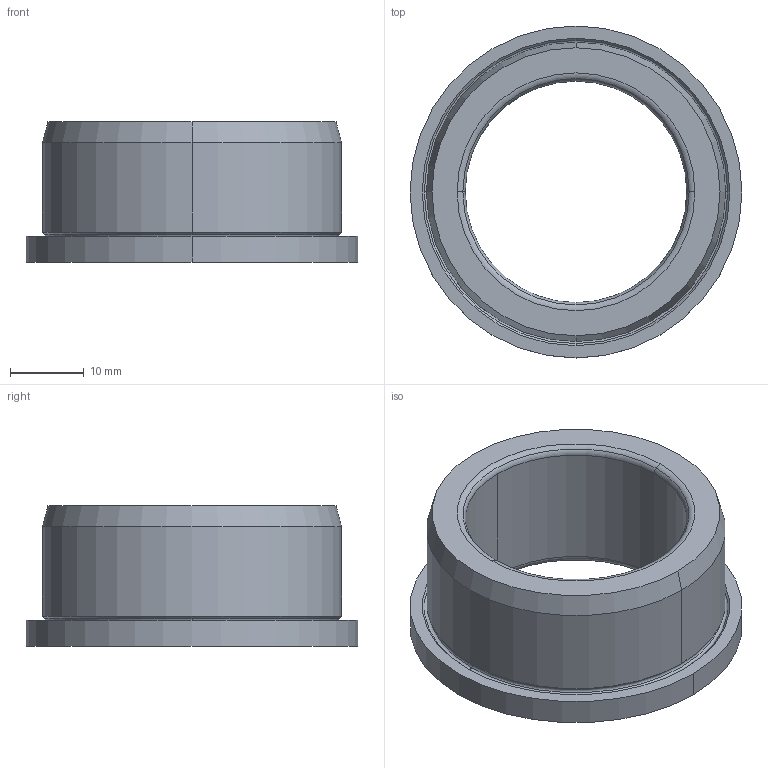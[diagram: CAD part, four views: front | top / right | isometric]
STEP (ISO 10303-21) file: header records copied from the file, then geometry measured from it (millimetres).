
FILE_DESCRIPTION(('Open CASCADE Model'),'2;1');
FILE_NAME('Open CASCADE Shape Model','2021-04-08T10:47:07',('Author'),( 'Open CASCADE'),'Open CASCADE STEP processor 7.4','Open CASCADE 7.4' ,'Unknown');
FILE_SCHEMA(('CONFIG_CONTROL_DESIGN'));
Length unit declared in the file: millimetre
Products named in the file (1): 0000024737 37
Bounding box: 44.95 x 44.95 x 19 mm (x, y, z)
Volume: 11857.8 mm3; surface area: 5957.3 mm2
Topology: 1 solids, 1 shells, 27 faces, 65 edges, 41 vertices
Faces by surface type: torus 12, cone 6, cylinder 6, plane 3
Entity records: 1738 total; most frequent: CARTESIAN_POINT 330, DIRECTION 293, ORIENTED_EDGE 130, PCURVE 130, DEFINITIONAL_REPRESENTATION 130, LINE 127, VECTOR 127, AXIS2_PLACEMENT_3D 81
